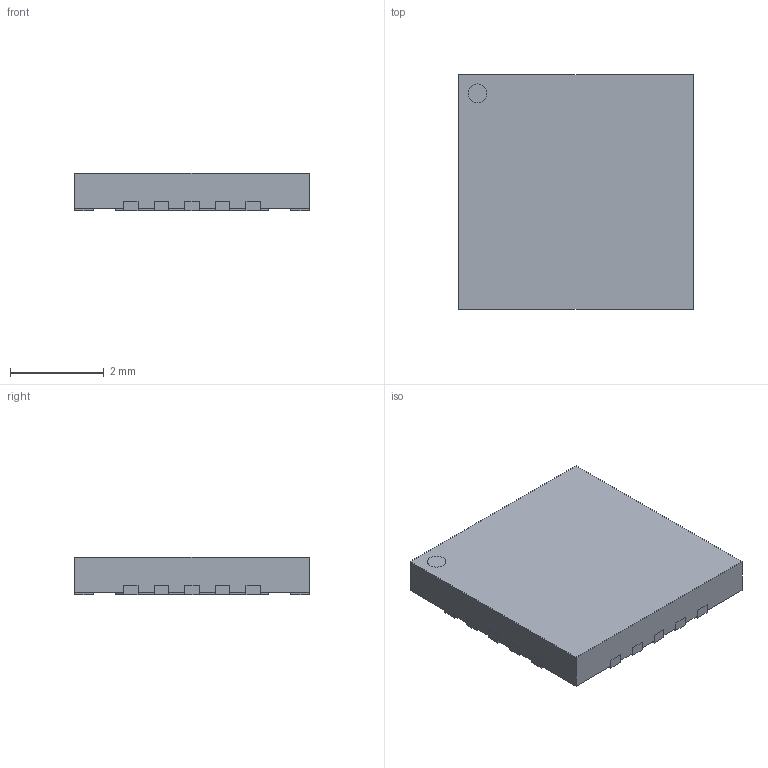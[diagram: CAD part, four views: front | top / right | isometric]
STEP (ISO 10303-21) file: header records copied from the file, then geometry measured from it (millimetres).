
FILE_DESCRIPTION(/* description */ (''),/* implementation_level */ '2;1');
FILE_NAME(/* name */ '20-QFN.step',/* time_stamp */ '2021-08-12T23:59:30+08:00',/* author */ (''),/* organization */ (''),/* preprocessor_version */ 'ST-DEVELOPER v18.1',/* originating_system */ 'Autodesk Translation Framework v10.9.0.1377',/* authorisation */ '');
FILE_SCHEMA (('AUTOMOTIVE_DESIGN { 1 0 10303 214 3 1 1 }'));
Length unit declared in the file: millimetre
Products named in the file (1): (Unsaved)
Bounding box: 5 x 5 x 0.8 mm (x, y, z)
Volume: 19.4 mm3; surface area: 103.8 mm2
Topology: 23 solids, 23 shells, 224 faces, 528 edges, 352 vertices
Faces by surface type: plane 222, cylinder 2
Full cylindrical faces by diameter (mm): 0.4 x2
Entity records: 6321 total; most frequent: CARTESIAN_POINT 1105, ORIENTED_EDGE 1056, DIRECTION 982, EDGE_CURVE 528, LINE 524, VECTOR 524, VERTEX_POINT 352, AXIS2_PLACEMENT_3D 229
